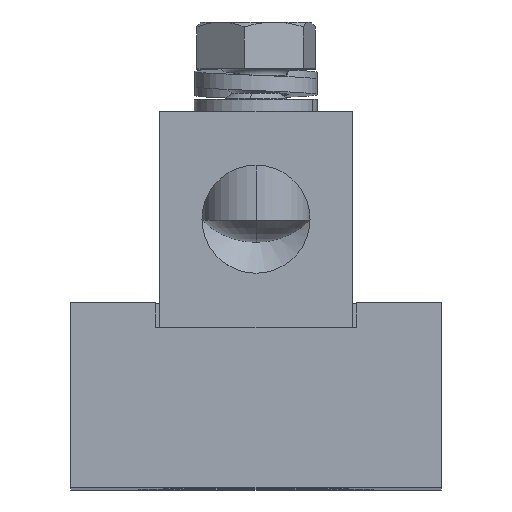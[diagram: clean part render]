
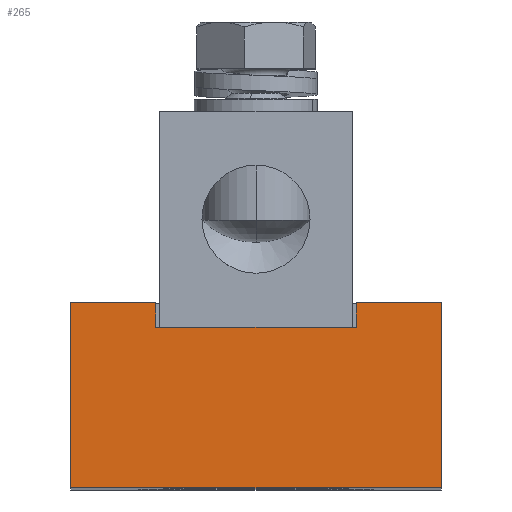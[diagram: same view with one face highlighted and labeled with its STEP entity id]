
A CAD part, top view. The second image highlights one B-rep face of the part: STEP entity #265.
In plain terms, the highlighted planar face has unit normal (0, 0, 1).
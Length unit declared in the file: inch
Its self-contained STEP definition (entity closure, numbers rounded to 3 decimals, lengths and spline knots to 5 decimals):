
#9 = ORIENTED_EDGE ( 'NONE', *, *, #385, .F. ) ;
#35 = ORIENTED_EDGE ( 'NONE', *, *, #386, .T. ) ;
#52 = ORIENTED_EDGE ( 'NONE', *, *, #361, .T. ) ;
#65 = ORIENTED_EDGE ( 'NONE', *, *, #458, .T. ) ;
#78 = ORIENTED_EDGE ( 'NONE', *, *, #466, .T. ) ;
#90 = ORIENTED_EDGE ( 'NONE', *, *, #468, .F. ) ;
#101 = ORIENTED_EDGE ( 'NONE', *, *, #394, .F. ) ;
#265 = ADVANCED_FACE ( 'NONE', ( #15845 ), #19810, .F. ) ;
#361 = EDGE_CURVE ( 'NONE', #3104, #3084, #5133, .T. ) ;
#385 = EDGE_CURVE ( 'NONE', #3086, #3102, #5171, .T. ) ;
#386 = EDGE_CURVE ( 'NONE', #3084, #3102, #5173, .T. ) ;
#394 = EDGE_CURVE ( 'NONE', #3105, #3159, #5189, .T. ) ;
#458 = EDGE_CURVE ( 'NONE', #3087, #3104, #5285, .T. ) ;
#466 = EDGE_CURVE ( 'NONE', #3151, #3159, #5299, .T. ) ;
#467 = EDGE_CURVE ( 'NONE', #3087, #3105, #5294, .T. ) ;
#468 = EDGE_CURVE ( 'NONE', #3151, #3086, #5300, .T. ) ;
#1010 = EDGE_LOOP ( 'NONE', ( #78, #101, #20867, #65, #52, #35, #9, #90 ) ) ;
#3084 = VERTEX_POINT ( 'NONE', #9907 ) ;
#3086 = VERTEX_POINT ( 'NONE', #9910 ) ;
#3087 = VERTEX_POINT ( 'NONE', #9912 ) ;
#3102 = VERTEX_POINT ( 'NONE', #9931 ) ;
#3104 = VERTEX_POINT ( 'NONE', #9933 ) ;
#3105 = VERTEX_POINT ( 'NONE', #9935 ) ;
#3151 = VERTEX_POINT ( 'NONE', #9987 ) ;
#3159 = VERTEX_POINT ( 'NONE', #9995 ) ;
#3597 = CARTESIAN_POINT ( 'NONE',  ( 0.75, 0.375, 2.39 ) ) ;
#3635 = DIRECTION ( 'NONE',  ( -1., 0., 0. ) ) ;
#5133 = LINE ( 'NONE', #3597, #5136 ) ;
#5136 = VECTOR ( 'NONE', #3635, 39.37008 ) ;
#5171 = LINE ( 'NONE', #7335, #5176 ) ;
#5173 = LINE ( 'NONE', #7346, #5178 ) ;
#5176 = VECTOR ( 'NONE', #7348, 39.37008 ) ;
#5178 = VECTOR ( 'NONE', #7362, 39.37008 ) ;
#5189 = LINE ( 'NONE', #13044, #5192 ) ;
#5192 = VECTOR ( 'NONE', #13060, 39.37008 ) ;
#5285 = LINE ( 'NONE', #6397, #5287 ) ;
#5287 = VECTOR ( 'NONE', #6396, 39.37008 ) ;
#5294 = LINE ( 'NONE', #6420, #5301 ) ;
#5298 = VECTOR ( 'NONE', #6404, 39.37008 ) ;
#5299 = LINE ( 'NONE', #6303, #5298 ) ;
#5300 = LINE ( 'NONE', #6337, #5303 ) ;
#5301 = VECTOR ( 'NONE', #6353, 39.37008 ) ;
#5303 = VECTOR ( 'NONE', #6435, 39.37008 ) ;
#6303 = CARTESIAN_POINT ( 'NONE',  ( 0.75, 0.375, 2.39 ) ) ;
#6337 = CARTESIAN_POINT ( 'NONE',  ( 0.75, -0.375, 2.39 ) ) ;
#6353 = DIRECTION ( 'NONE',  ( 1., 0., 0. ) ) ;
#6396 = DIRECTION ( 'NONE',  ( 0., 1., 0. ) ) ;
#6397 = CARTESIAN_POINT ( 'NONE',  ( -0.405, 0.275, 2.39 ) ) ;
#6404 = DIRECTION ( 'NONE',  ( -1., 0., 0. ) ) ;
#6420 = CARTESIAN_POINT ( 'NONE',  ( -0.405, 0.275, 2.39 ) ) ;
#6435 = DIRECTION ( 'NONE',  ( 0., -1., 0. ) ) ;
#7335 = CARTESIAN_POINT ( 'NONE',  ( 0.75, -0.375, 2.39 ) ) ;
#7346 = CARTESIAN_POINT ( 'NONE',  ( -0.75, -0.375, 2.39 ) ) ;
#7348 = DIRECTION ( 'NONE',  ( -1., 0., 0. ) ) ;
#7362 = DIRECTION ( 'NONE',  ( 0., -1., 0. ) ) ;
#9907 = CARTESIAN_POINT ( 'NONE',  ( -0.75, 0.375, 2.39 ) ) ;
#9910 = CARTESIAN_POINT ( 'NONE',  ( 0.75, -0.375, 2.39 ) ) ;
#9912 = CARTESIAN_POINT ( 'NONE',  ( -0.405, 0.275, 2.39 ) ) ;
#9931 = CARTESIAN_POINT ( 'NONE',  ( -0.75, -0.375, 2.39 ) ) ;
#9933 = CARTESIAN_POINT ( 'NONE',  ( -0.405, 0.375, 2.39 ) ) ;
#9935 = CARTESIAN_POINT ( 'NONE',  ( 0.405, 0.275, 2.39 ) ) ;
#9987 = CARTESIAN_POINT ( 'NONE',  ( 0.75, 0.375, 2.39 ) ) ;
#9995 = CARTESIAN_POINT ( 'NONE',  ( 0.405, 0.375, 2.39 ) ) ;
#13044 = CARTESIAN_POINT ( 'NONE',  ( 0.405, 0.275, 2.39 ) ) ;
#13060 = DIRECTION ( 'NONE',  ( 0., 1., 0. ) ) ;
#14723 = AXIS2_PLACEMENT_3D ( 'NONE', #19807, #19851, #19690 ) ;
#15845 = FACE_OUTER_BOUND ( 'NONE', #1010, .T. ) ;
#19690 = DIRECTION ( 'NONE',  ( -1., 0., 0. ) ) ;
#19807 = CARTESIAN_POINT ( 'NONE',  ( 0.75, -0.375, 2.39 ) ) ;
#19810 = PLANE ( 'NONE',  #14723 ) ;
#19851 = DIRECTION ( 'NONE',  ( 0., 0., -1. ) ) ;
#20867 = ORIENTED_EDGE ( 'NONE', *, *, #467, .F. ) ;
